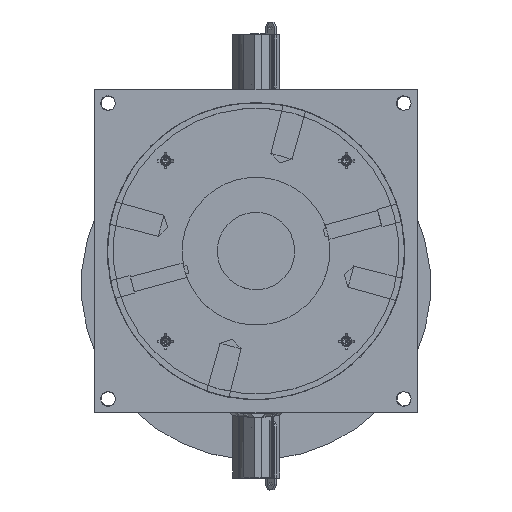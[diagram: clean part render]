
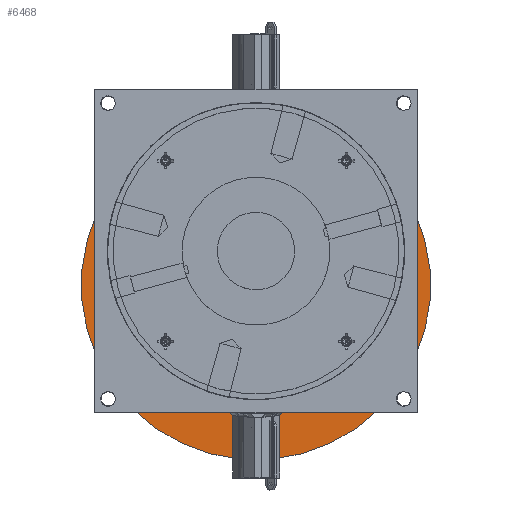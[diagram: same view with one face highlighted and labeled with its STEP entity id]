
A CAD part, top view. The second image highlights one B-rep face of the part: STEP entity #6468.
In plain terms, the highlighted planar face has unit normal (0, 0, 1).
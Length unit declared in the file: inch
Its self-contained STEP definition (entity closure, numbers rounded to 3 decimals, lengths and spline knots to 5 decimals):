
#6397=CARTESIAN_POINT('',(0.,0.,-672.0957));
#6398=DIRECTION('',(0.0,0.0,-1.0));
#6399=DIRECTION('',(0.707,0.707,0.0));
#6400=AXIS2_PLACEMENT_3D('',#6397,#6398,#6399);
#6401=PLANE('',#6400);
#6402=CARTESIAN_POINT('',(-4.59619,-4.59619,-672.0957));
#6403=VERTEX_POINT('',#6402);
#6404=CARTESIAN_POINT('',(0.,0.,-672.0957));
#6405=DIRECTION('',(0.,0.,-1.0));
#6406=DIRECTION('',(0.707,0.707,0.));
#6407=AXIS2_PLACEMENT_3D('',#6404,#6405,#6406);
#6408=CIRCLE('',#6407,6.5);
#6409=EDGE_CURVE('',#6403,#6403,#6408,.T.);
#6410=ORIENTED_EDGE('',*,*,#6409,.F.);
#6411=EDGE_LOOP('',(#6410));
#6412=FACE_OUTER_BOUND('',#6411,.T.);
#6413=CARTESIAN_POINT('',(-4.37522,-4.37522,-672.0957));
#6414=VERTEX_POINT('',#6413);
#6415=CARTESIAN_POINT('',(-4.15425,-4.15425,-672.0957));
#6416=DIRECTION('',(0.,0.,-1.0));
#6417=DIRECTION('',(0.707,0.707,0.));
#6418=AXIS2_PLACEMENT_3D('',#6415,#6416,#6417);
#6419=CIRCLE('',#6418,0.3125);
#6420=EDGE_CURVE('',#6414,#6414,#6419,.T.);
#6421=ORIENTED_EDGE('',*,*,#6420,.T.);
#6422=EDGE_LOOP('',(#6421));
#6423=FACE_BOUND('',#6422,.T.);
#6424=CARTESIAN_POINT('',(4.37522,-4.37522,-672.0957));
#6425=VERTEX_POINT('',#6424);
#6426=CARTESIAN_POINT('',(4.15425,-4.15425,-672.0957));
#6427=DIRECTION('',(0.,0.,-1.0));
#6428=DIRECTION('',(-0.707,0.707,0.));
#6429=AXIS2_PLACEMENT_3D('',#6426,#6427,#6428);
#6430=CIRCLE('',#6429,0.3125);
#6431=EDGE_CURVE('',#6425,#6425,#6430,.T.);
#6432=ORIENTED_EDGE('',*,*,#6431,.T.);
#6433=EDGE_LOOP('',(#6432));
#6434=FACE_BOUND('',#6433,.T.);
#6435=CARTESIAN_POINT('',(4.37522,4.37522,-672.0957));
#6436=VERTEX_POINT('',#6435);
#6437=CARTESIAN_POINT('',(4.15425,4.15425,-672.0957));
#6438=DIRECTION('',(0.,0.,-1.0));
#6439=DIRECTION('',(-0.707,-0.707,0.));
#6440=AXIS2_PLACEMENT_3D('',#6437,#6438,#6439);
#6441=CIRCLE('',#6440,0.3125);
#6442=EDGE_CURVE('',#6436,#6436,#6441,.T.);
#6443=ORIENTED_EDGE('',*,*,#6442,.T.);
#6444=EDGE_LOOP('',(#6443));
#6445=FACE_BOUND('',#6444,.T.);
#6446=CARTESIAN_POINT('',(-4.37522,4.37522,-672.0957));
#6447=VERTEX_POINT('',#6446);
#6448=CARTESIAN_POINT('',(-4.15425,4.15425,-672.0957));
#6449=DIRECTION('',(0.,0.,-1.0));
#6450=DIRECTION('',(0.707,-0.707,0.));
#6451=AXIS2_PLACEMENT_3D('',#6448,#6449,#6450);
#6452=CIRCLE('',#6451,0.3125);
#6453=EDGE_CURVE('',#6447,#6447,#6452,.T.);
#6454=ORIENTED_EDGE('',*,*,#6453,.T.);
#6455=EDGE_LOOP('',(#6454));
#6456=FACE_BOUND('',#6455,.T.);
#6457=CARTESIAN_POINT('',(0.,2.625,-672.0957));
#6458=VERTEX_POINT('',#6457);
#6459=CARTESIAN_POINT('',(0.,0.,-672.0957));
#6460=DIRECTION('',(0.,0.,-1.0));
#6461=DIRECTION('',(0.,1.0,0.));
#6462=AXIS2_PLACEMENT_3D('',#6459,#6460,#6461);
#6463=CIRCLE('',#6462,2.625);
#6464=EDGE_CURVE('',#6458,#6458,#6463,.T.);
#6465=ORIENTED_EDGE('',*,*,#6464,.T.);
#6466=EDGE_LOOP('',(#6465));
#6467=FACE_BOUND('',#6466,.T.);
#6468=ADVANCED_FACE('',(#6412,#6423,#6434,#6445,#6456,#6467),#6401,.F.);
